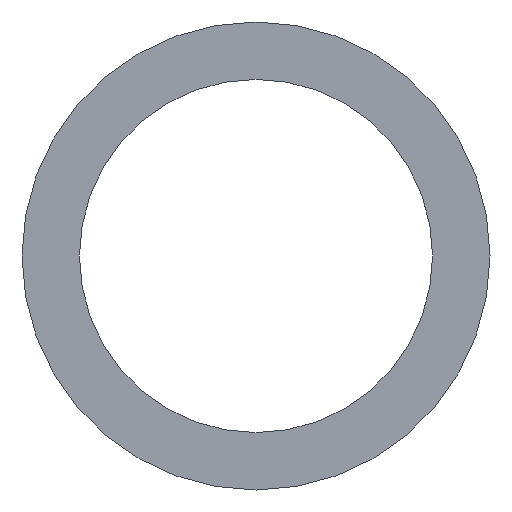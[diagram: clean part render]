
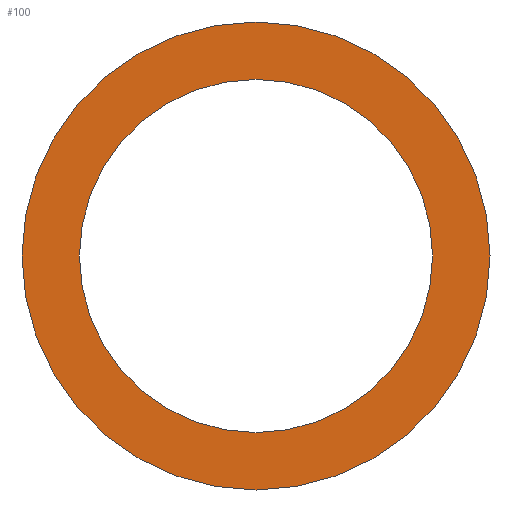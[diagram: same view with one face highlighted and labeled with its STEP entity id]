
A CAD part, front view. The second image highlights one B-rep face of the part: STEP entity #100.
In plain terms, the highlighted planar face has unit normal (0, -1, 0).
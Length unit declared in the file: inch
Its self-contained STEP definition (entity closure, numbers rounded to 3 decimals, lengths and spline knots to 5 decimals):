
#1 = ORIENTED_EDGE ( 'NONE', *, *, #37, .T. ) ;
#16 = CARTESIAN_POINT ( 'NONE',  ( 0., 0., 0.815 ) ) ;
#17 = CIRCLE ( 'NONE', #18, 0.815 ) ;
#18 = AXIS2_PLACEMENT_3D ( 'NONE', #106, #60, #141 ) ;
#37 = EDGE_CURVE ( 'NONE', #66, #66, #140, .T. ) ;
#41 = PLANE ( 'NONE',  #52 ) ;
#51 = DIRECTION ( 'NONE',  ( 0., 0., 1. ) ) ;
#52 = AXIS2_PLACEMENT_3D ( 'NONE', #92, #71, #51 ) ;
#60 = DIRECTION ( 'NONE',  ( 0., 1., 0. ) ) ;
#66 = VERTEX_POINT ( 'NONE', #109 ) ;
#71 = DIRECTION ( 'NONE',  ( 0., 1., 0. ) ) ;
#81 = FACE_BOUND ( 'NONE', #111, .T. ) ;
#86 = DIRECTION ( 'NONE',  ( 0., 0., 1. ) ) ;
#92 = CARTESIAN_POINT ( 'NONE',  ( 0., 0., 0. ) ) ;
#94 = ORIENTED_EDGE ( 'NONE', *, *, #115, .F. ) ;
#95 = DIRECTION ( 'NONE',  ( 0., 1., 0. ) ) ;
#100 = ADVANCED_FACE ( 'NONE', ( #125, #81 ), #41, .F. ) ;
#101 = EDGE_LOOP ( 'NONE', ( #94 ) ) ;
#106 = CARTESIAN_POINT ( 'NONE',  ( 0., 0., 0. ) ) ;
#109 = CARTESIAN_POINT ( 'NONE',  ( 0., 0., 0.615 ) ) ;
#111 = EDGE_LOOP ( 'NONE', ( #1 ) ) ;
#115 = EDGE_CURVE ( 'NONE', #116, #116, #17, .T. ) ;
#116 = VERTEX_POINT ( 'NONE', #16 ) ;
#122 = CARTESIAN_POINT ( 'NONE',  ( 0., 0., 0. ) ) ;
#125 = FACE_OUTER_BOUND ( 'NONE', #101, .T. ) ;
#135 = AXIS2_PLACEMENT_3D ( 'NONE', #122, #95, #86 ) ;
#140 = CIRCLE ( 'NONE', #135, 0.615 ) ;
#141 = DIRECTION ( 'NONE',  ( 0., 0., 1. ) ) ;
